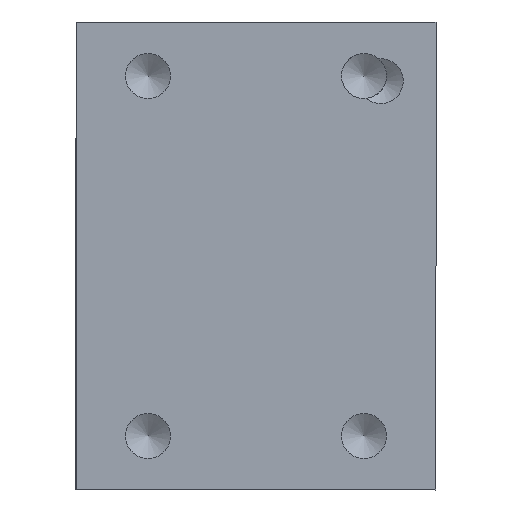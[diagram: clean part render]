
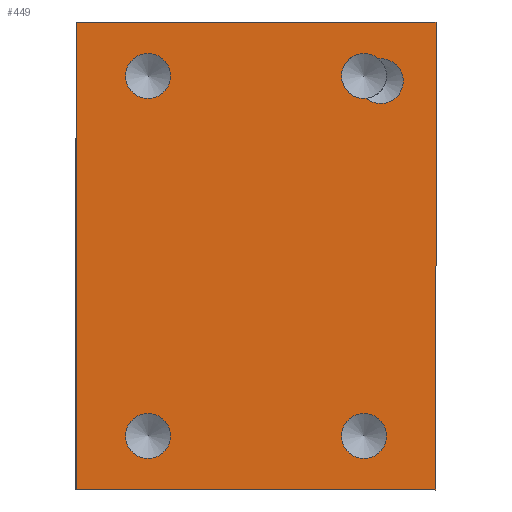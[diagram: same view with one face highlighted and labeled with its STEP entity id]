
A CAD part, front view. The second image highlights one B-rep face of the part: STEP entity #449.
In plain terms, the highlighted planar face has unit normal (0, -1, 0).
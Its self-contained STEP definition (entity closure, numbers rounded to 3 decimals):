
#15=FACE_BOUND('',#75,.T.);
#16=FACE_BOUND('',#76,.T.);
#17=FACE_BOUND('',#77,.T.);
#18=FACE_BOUND('',#78,.T.);
#33=PLANE('',#490);
#49=FACE_OUTER_BOUND('',#74,.T.);
#74=EDGE_LOOP('',(#319,#320,#321,#322));
#75=EDGE_LOOP('',(#323));
#76=EDGE_LOOP('',(#324,#325,#326));
#77=EDGE_LOOP('',(#327));
#78=EDGE_LOOP('',(#328));
#116=CIRCLE('',#488,2.5);
#117=CIRCLE('',#491,2.5);
#118=CIRCLE('',#492,2.5);
#119=CIRCLE('',#493,2.5);
#120=CIRCLE('',#494,2.5);
#121=CIRCLE('',#495,2.5);
#142=LINE('',#706,#177);
#143=LINE('',#708,#178);
#144=LINE('',#710,#179);
#145=LINE('',#711,#180);
#177=VECTOR('',#550,10.);
#178=VECTOR('',#551,10.);
#179=VECTOR('',#552,10.);
#180=VECTOR('',#553,10.);
#211=VERTEX_POINT('',#676);
#213=VERTEX_POINT('',#680);
#214=VERTEX_POINT('',#704);
#215=VERTEX_POINT('',#705);
#216=VERTEX_POINT('',#707);
#217=VERTEX_POINT('',#709);
#218=VERTEX_POINT('',#712);
#219=VERTEX_POINT('',#714);
#220=VERTEX_POINT('',#717);
#221=VERTEX_POINT('',#719);
#255=EDGE_CURVE('',#211,#213,#116,.T.);
#257=EDGE_CURVE('',#214,#215,#142,.T.);
#258=EDGE_CURVE('',#214,#216,#143,.T.);
#259=EDGE_CURVE('',#217,#216,#144,.T.);
#260=EDGE_CURVE('',#215,#217,#145,.T.);
#261=EDGE_CURVE('',#218,#218,#117,.T.);
#262=EDGE_CURVE('',#213,#219,#118,.T.);
#263=EDGE_CURVE('',#219,#211,#119,.T.);
#264=EDGE_CURVE('',#220,#220,#120,.T.);
#265=EDGE_CURVE('',#221,#221,#121,.T.);
#319=ORIENTED_EDGE('',*,*,#257,.F.);
#320=ORIENTED_EDGE('',*,*,#258,.T.);
#321=ORIENTED_EDGE('',*,*,#259,.F.);
#322=ORIENTED_EDGE('',*,*,#260,.F.);
#323=ORIENTED_EDGE('',*,*,#261,.T.);
#324=ORIENTED_EDGE('',*,*,#255,.T.);
#325=ORIENTED_EDGE('',*,*,#262,.T.);
#326=ORIENTED_EDGE('',*,*,#263,.T.);
#327=ORIENTED_EDGE('',*,*,#264,.T.);
#328=ORIENTED_EDGE('',*,*,#265,.T.);
#449=ADVANCED_FACE('',(#49,#15,#16,#17,#18),#33,.T.);
#488=AXIS2_PLACEMENT_3D('',#682,#544,#545);
#490=AXIS2_PLACEMENT_3D('',#703,#548,#549);
#491=AXIS2_PLACEMENT_3D('',#713,#554,#555);
#492=AXIS2_PLACEMENT_3D('',#715,#556,#557);
#493=AXIS2_PLACEMENT_3D('',#716,#558,#559);
#494=AXIS2_PLACEMENT_3D('',#718,#560,#561);
#495=AXIS2_PLACEMENT_3D('',#720,#562,#563);
#544=DIRECTION('center_axis',(0.,1.,0.));
#545=DIRECTION('ref_axis',(0.,0.,
-1.));
#548=DIRECTION('center_axis',(0.,-1.,0.));
#549=DIRECTION('ref_axis',(0.,0.,1.));
#550=DIRECTION('',(0.,0.,-1.));
#551=DIRECTION('',(-1.,0.,0.));
#552=DIRECTION('',(0.,0.,1.));
#553=DIRECTION('',(-1.,0.,0.));
#554=DIRECTION('center_axis',(0.,1.,0.));
#555=DIRECTION('ref_axis',(0.,0.,-1.));
#556=DIRECTION('center_axis',(0.,1.,0.));
#557=DIRECTION('ref_axis',(0.,0.,-1.));
#558=DIRECTION('center_axis',(0.,1.,0.));
#559=DIRECTION('ref_axis',(0.,0.,-1.));
#560=DIRECTION('center_axis',(0.,1.,0.));
#561=DIRECTION('ref_axis',(0.,0.,-1.));
#562=DIRECTION('center_axis',(0.,1.,0.));
#563=DIRECTION('ref_axis',(0.,0.,-1.));
#676=CARTESIAN_POINT('',(-56.392,-79.704,271.913));
#680=CARTESIAN_POINT('',(-57.754,-79.704,267.512));
#682=CARTESIAN_POINT('Origin',(-56.144,-79.704,269.425));
#703=CARTESIAN_POINT('Origin',(-50.001,-79.704,224.));
#704=CARTESIAN_POINT('',(-50.001,-79.704,276.));
#705=CARTESIAN_POINT('',(-50.001,-79.704,224.));
#706=CARTESIAN_POINT('',(-50.001,-79.704,276.));
#707=CARTESIAN_POINT('',(-90.001,-79.704,276.));
#708=CARTESIAN_POINT('',(-50.001,-79.704,276.));
#709=CARTESIAN_POINT('',(-90.001,-79.704,224.));
#710=CARTESIAN_POINT('',(-90.001,-79.704,276.));
#711=CARTESIAN_POINT('',(-50.001,-79.704,224.));
#712=CARTESIAN_POINT('',(-82.001,-79.704,232.5));
#713=CARTESIAN_POINT('Origin',(-82.001,-79.704,230.));
#714=CARTESIAN_POINT('',(-58.001,-79.704,272.5));
#715=CARTESIAN_POINT('Origin',(-58.001,-79.704,270.));
#716=CARTESIAN_POINT('Origin',(-58.001,-79.704,270.));
#717=CARTESIAN_POINT('',(-82.001,-79.704,272.5));
#718=CARTESIAN_POINT('Origin',(-82.001,-79.704,270.));
#719=CARTESIAN_POINT('',(-58.001,-79.704,232.5));
#720=CARTESIAN_POINT('Origin',(-58.001,-79.704,230.));
